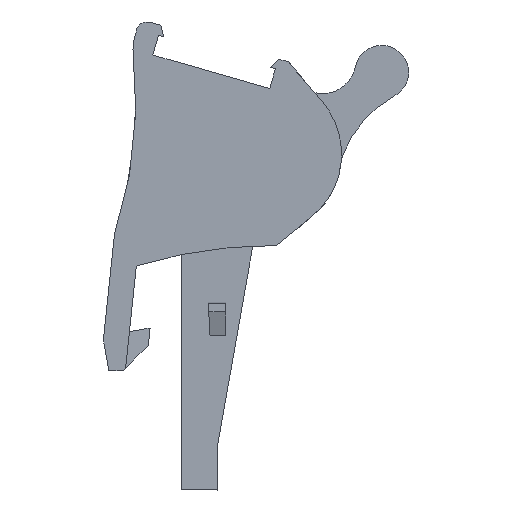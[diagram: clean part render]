
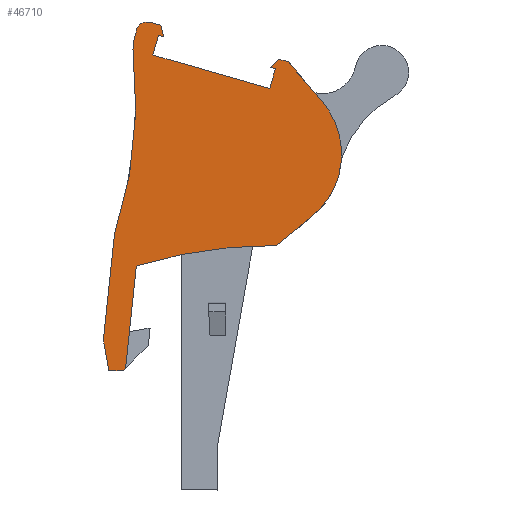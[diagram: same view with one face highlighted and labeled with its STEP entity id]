
A CAD part, left-side view. The second image highlights one B-rep face of the part: STEP entity #46710.
In plain terms, the highlighted face is planar.
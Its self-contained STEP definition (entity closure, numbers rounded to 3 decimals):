
#1530=CARTESIAN_POINT('',(19.349,-23.34,
107.301));
#1540=VERTEX_POINT('',#1530);
#1690=CARTESIAN_POINT('',(25.662,-23.727,
107.301));
#1700=VERTEX_POINT('',#1690);
#1730=CARTESIAN_POINT('',(33.934,-24.232,
107.301));
#1740=DIRECTION('',(0.998,-0.061,
0.));
#1750=VECTOR('',#1740,1.);
#1760=LINE('',#1730,#1750);
#1770=EDGE_CURVE('',#1540,#1700,#1760,.T.);
#2000=CARTESIAN_POINT('',(25.727,-22.659,
107.301));
#2010=VERTEX_POINT('',#2000);
#2040=CARTESIAN_POINT('',(25.254,-30.4,
107.301));
#2050=DIRECTION('',(0.061,0.998,
0.));
#2060=VECTOR('',#2050,1.);
#2070=LINE('',#2040,#2060);
#2080=EDGE_CURVE('',#1700,#2010,#2070,.T.);
#9610=CARTESIAN_POINT('',(18.275,-23.29,
107.301));
#9620=VERTEX_POINT('',#9610);
#9770=CARTESIAN_POINT('',(18.213,-22.747,
107.301));
#9780=VERTEX_POINT('',#9770);
#9810=CARTESIAN_POINT('',(19.207,-31.466,
107.301));
#9820=DIRECTION('',(-0.113,0.994,
0.));
#9830=VECTOR('',#9820,1.);
#9840=LINE('',#9810,#9830);
#9850=EDGE_CURVE('',#9620,#9780,#9840,.T.);
#12320=CARTESIAN_POINT('',(18.848,-31.529,
107.301));
#12330=DIRECTION('',(-0.061,-0.998,
0.));
#12340=VECTOR('',#12330,1.);
#12350=LINE('',#12320,#12340);
#12360=CARTESIAN_POINT('',(19.414,-22.272,
107.301));
#12370=VERTEX_POINT('',#12360);
#12380=EDGE_CURVE('',#12370,#1540,#12350,.T.);
#21410=CARTESIAN_POINT('',(18.247,-22.198,
107.301));
#21420=VERTEX_POINT('',#21410);
#21450=CARTESIAN_POINT('',(17.663,-31.738,
107.301));
#21460=DIRECTION('',(0.061,0.998,
0.));
#21470=VECTOR('',#21460,1.);
#21480=LINE('',#21450,#21470);
#21490=EDGE_CURVE('',#9780,#21420,#21480,.T.);
#22160=CARTESIAN_POINT('',(19.422,-32.91,
107.301));
#22170=VERTEX_POINT('',#22160);
#22200=CARTESIAN_POINT('',(19.256,-31.457,
107.301));
#22210=DIRECTION('',(0.113,-0.994,
0.));
#22220=VECTOR('',#22210,1.);
#22230=LINE('',#22200,#22220);
#22240=CARTESIAN_POINT('',(20.044,-38.372,
107.301));
#22250=VERTEX_POINT('',#22240);
#22260=EDGE_CURVE('',#22170,#22250,#22230,.T.);
#26280=CARTESIAN_POINT('',(20.882,-34.247,
107.301));
#26290=VERTEX_POINT('',#26280);
#26320=CARTESIAN_POINT('',(32.794,-55.198,
107.301));
#26330=DIRECTION('',(0.,0.,-1.));
#26340=DIRECTION('',(-0.97,0.242,
0.));
#26350=AXIS2_PLACEMENT_3D('',#26320,#26330,#26340);
#26360=CIRCLE('',#26350,24.1);
#26370=CARTESIAN_POINT('',(27.765,-31.628,
107.301));
#26380=VERTEX_POINT('',#26370);
#26390=EDGE_CURVE('',#26290,#26380,#26360,.T.);
#27660=CARTESIAN_POINT('',(25.456,-22.642,
107.301));
#27670=VERTEX_POINT('',#27660);
#27700=CARTESIAN_POINT('',(33.742,-23.149,
107.301));
#27710=DIRECTION('',(-0.998,0.061,
0.));
#27720=VECTOR('',#27710,1.);
#27730=LINE('',#27700,#27720);
#27740=EDGE_CURVE('',#2010,#27670,#27730,.T.);
#27920=CARTESIAN_POINT('',(26.301,-22.163,
107.301));
#27930=VERTEX_POINT('',#27920);
#27960=CARTESIAN_POINT('',(33.648,-22.612,
107.301));
#27970=DIRECTION('',(-0.998,0.061,
0.));
#27980=VECTOR('',#27970,1.);
#27990=LINE('',#27960,#27980);
#28000=CARTESIAN_POINT('',(25.793,-22.132,
107.301));
#28010=VERTEX_POINT('',#28000);
#28020=EDGE_CURVE('',#27930,#28010,#27990,.T.);
#28430=CARTESIAN_POINT('',(17.321,-31.798,
107.301));
#28440=DIRECTION('',(0.383,-0.924,
0.));
#28450=VECTOR('',#28440,1.);
#28460=LINE('',#28430,#28450);
#28470=CARTESIAN_POINT('',(20.666,-39.875,
107.301));
#28480=VERTEX_POINT('',#28470);
#28490=EDGE_CURVE('',#22250,#28480,#28460,.T.);
#31090=CARTESIAN_POINT('',(33.877,-23.912,
107.301));
#31100=DIRECTION('',(-0.621,-0.784,
0.));
#31110=VECTOR('',#31100,1.);
#31120=LINE('',#31090,#31110);
#31130=CARTESIAN_POINT('',(29.241,-29.765,
107.301));
#31140=VERTEX_POINT('',#31130);
#31150=EDGE_CURVE('',#31140,#26380,#31120,.T.);
#34360=CARTESIAN_POINT('',(28.477,-23.802,
107.301));
#34370=VERTEX_POINT('',#34360);
#34400=CARTESIAN_POINT('',(34.96,-28.688,
107.301));
#34410=DIRECTION('',(-0.799,0.602,
0.));
#34420=VECTOR('',#34410,1.);
#34430=LINE('',#34400,#34420);
#34440=EDGE_CURVE('',#34370,#27930,#34430,.T.);
#34590=CARTESIAN_POINT('',(36.089,-36.456,
107.301));
#34600=DIRECTION('',(0.976,0.216,
0.));
#34610=VECTOR('',#34600,1.);
#34620=LINE('',#34590,#34610);
#34630=CARTESIAN_POINT('',(21.391,-39.714,
107.301));
#34640=VERTEX_POINT('',#34630);
#34650=EDGE_CURVE('',#28480,#34640,#34620,.T.);
#38660=CARTESIAN_POINT('',(-2.97,-30.7,
107.301));
#38670=DIRECTION('',(0.,0.,1.));
#38680=DIRECTION('',(-0.174,0.985,
0.));
#38690=AXIS2_PLACEMENT_3D('',#38660,#38670,#38680);
#38700=CIRCLE('',#38690,22.5);
#38710=EDGE_CURVE('',#22170,#9620,#38700,.T.);
#44830=CARTESIAN_POINT('',(21.488,-39.562,
107.301));
#44840=VERTEX_POINT('',#44830);
#44870=CARTESIAN_POINT('',(20.539,-31.231,
107.301));
#44880=DIRECTION('',(-0.113,0.994,
0.));
#44890=VECTOR('',#44880,1.);
#44900=LINE('',#44870,#44890);
#44910=EDGE_CURVE('',#44840,#26290,#44900,.T.);
#45210=CARTESIAN_POINT('',(19.669,-31.384,
107.301));
#45220=DIRECTION('',(-0.552,-0.834,
0.));
#45230=VECTOR('',#45220,1.);
#45240=LINE('',#45210,#45230);
#45250=EDGE_CURVE('',#28010,#27670,#45240,.T.);
#45610=CARTESIAN_POINT('',(25.949,-27.157,
107.301));
#45620=DIRECTION('',(0.,0.,1.));
#45630=DIRECTION('',(-0.174,0.985,
0.));
#45640=AXIS2_PLACEMENT_3D('',#45610,#45620,#45630);
#45650=CIRCLE('',#45640,4.2);
#45660=EDGE_CURVE('',#31140,#34370,#45650,.T.);
#45890=CARTESIAN_POINT('',(18.638,-21.74,
107.301));
#45900=VERTEX_POINT('',#45890);
#45930=CARTESIAN_POINT('',(18.746,-22.228,
107.301));
#45940=DIRECTION('',(0.,0.,-1.));
#45950=DIRECTION('',(0.174,-0.985,
0.));
#45960=AXIS2_PLACEMENT_3D('',#45930,#45940,#45950);
#45970=CIRCLE('',#45960,0.5);
#45980=EDGE_CURVE('',#21420,#45900,#45970,.T.);
#46100=CARTESIAN_POINT('',(22.208,-29.072,
107.301));
#46110=DIRECTION('',(0.,0.,1.));
#46120=DIRECTION('',(0.73,0.683,
0.));
#46130=AXIS2_PLACEMENT_3D('',#46100,#46110,#46120);
#46140=PLANE('',#46130);
#46150=ORIENTED_EDGE('',*,*,#1770,.F.);
#46160=ORIENTED_EDGE('',*,*,#2080,.F.);
#46170=ORIENTED_EDGE('',*,*,#27740,.F.);
#46180=ORIENTED_EDGE('',*,*,#45250,.T.);
#46190=ORIENTED_EDGE('',*,*,#28020,.T.);
#46200=ORIENTED_EDGE('',*,*,#34440,.T.);
#46210=ORIENTED_EDGE('',*,*,#45660,.T.);
#46220=ORIENTED_EDGE('',*,*,#31150,.F.);
#46230=ORIENTED_EDGE('',*,*,#26390,.T.);
#46240=ORIENTED_EDGE('',*,*,#44910,.T.);
#46250=CARTESIAN_POINT('',(27.587,-29.988,
107.301));
#46260=DIRECTION('',(0.537,0.843,
0.));
#46270=VECTOR('',#46260,1.);
#46280=LINE('',#46250,#46270);
#46290=EDGE_CURVE('',#34640,#44840,#46280,.T.);
#46300=ORIENTED_EDGE('',*,*,#46290,.T.);
#46310=ORIENTED_EDGE('',*,*,#34650,.T.);
#46320=ORIENTED_EDGE('',*,*,#28490,.T.);
#46330=ORIENTED_EDGE('',*,*,#22260,.T.);
#46340=ORIENTED_EDGE('',*,*,#38710,.F.);
#46350=ORIENTED_EDGE('',*,*,#9850,.F.);
#46360=ORIENTED_EDGE('',*,*,#21490,.F.);
#46370=ORIENTED_EDGE('',*,*,#45980,.F.);
#46380=CARTESIAN_POINT('',(32.935,-18.57,
107.301));
#46390=DIRECTION('',(-0.976,-0.216,
0.));
#46400=VECTOR('',#46390,1.);
#46410=LINE('',#46380,#46400);
#46420=CARTESIAN_POINT('',(18.801,-21.704,
107.301));
#46430=VERTEX_POINT('',#46420);
#46440=EDGE_CURVE('',#46430,#45900,#46410,.T.);
#46450=ORIENTED_EDGE('',*,*,#46440,.T.);
#46460=CARTESIAN_POINT('',(33.648,-22.612,
107.301));
#46470=DIRECTION('',(-0.998,0.061,
0.));
#46480=VECTOR('',#46470,1.);
#46490=LINE('',#46460,#46480);
#46500=CARTESIAN_POINT('',(19.413,-21.741,
107.301));
#46510=VERTEX_POINT('',#46500);
#46520=EDGE_CURVE('',#46510,#46430,#46490,.T.);
#46530=ORIENTED_EDGE('',*,*,#46520,.T.);
#46540=CARTESIAN_POINT('',(23.853,-30.647,
107.301));
#46550=DIRECTION('',(-0.446,0.895,
0.));
#46560=VECTOR('',#46550,1.);
#46570=LINE('',#46540,#46560);
#46580=CARTESIAN_POINT('',(19.686,-22.289,
107.301));
#46590=VERTEX_POINT('',#46580);
#46600=EDGE_CURVE('',#46590,#46510,#46570,.T.);
#46610=ORIENTED_EDGE('',*,*,#46600,.T.);
#46620=CARTESIAN_POINT('',(33.742,-23.149,
107.301));
#46630=DIRECTION('',(-0.998,0.061,
0.));
#46640=VECTOR('',#46630,1.);
#46650=LINE('',#46620,#46640);
#46660=EDGE_CURVE('',#46590,#12370,#46650,.T.);
#46670=ORIENTED_EDGE('',*,*,#46660,.F.);
#46680=ORIENTED_EDGE('',*,*,#12380,.F.);
#46690=EDGE_LOOP('',(#46680,#46670,#46610,#46530,#46450,#46370,#46360,
#46350,#46340,#46330,#46320,#46310,#46300,#46240,#46230,#46220,#46210,
#46200,#46190,#46180,#46170,#46160,#46150));
#46700=FACE_OUTER_BOUND('',#46690,.T.);
#46710=ADVANCED_FACE('',(#46700),#46140,.T.);
